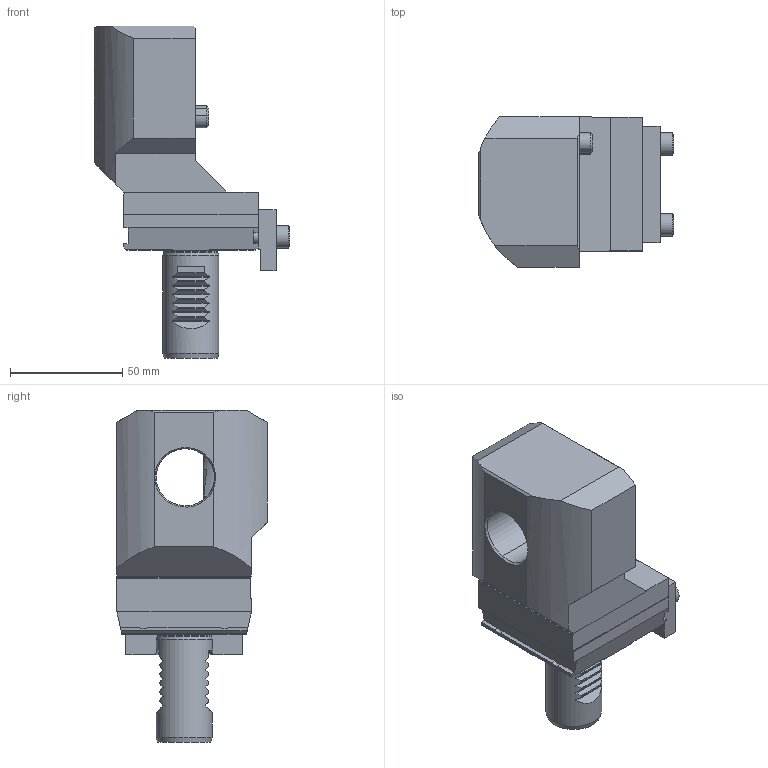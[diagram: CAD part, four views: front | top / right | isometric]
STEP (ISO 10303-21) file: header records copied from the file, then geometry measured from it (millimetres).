
FILE_DESCRIPTION(/* description */ (''),/* implementation_level */ '2;1');
FILE_NAME(/* name */ 'W1230027C.stp',/* time_stamp */ '2009-04-07T14:11:48+02:00',/* author */ (''),/* organization */ (''),/* preprocessor_version */ 'ST-DEVELOPER v11',/* originating_system */ 'UGS - NX 5.0',/* authorisation */ '');
FILE_SCHEMA (('AUTOMOTIVE_DESIGN { 1 0 10303 214 0 1 1 1 }'));
Length unit declared in the file: millimetre
Products named in the file (1): thum91ACihxw
Bounding box: 87 x 67 x 148 mm (x, y, z)
Volume: 302204.9 mm3; surface area: 40299.7 mm2
Topology: 1 solids, 1 shells, 505 faces, 1378 edges, 903 vertices
Faces by surface type: plane 295, extrusion 137, cylinder 49, cone 19, torus 5
Full cylindrical faces by diameter (mm): 5 x1, 6 x2, 6.6 x2, 10 x2, 24.1 x1, 25 x1
Entity records: 16737 total; most frequent: CARTESIAN_POINT 4498, ORIENTED_EDGE 2698, DIRECTION 2091, EDGE_CURVE 1349, VECTOR 995, VERTEX_POINT 896, LINE 858, EDGE_LOOP 564
